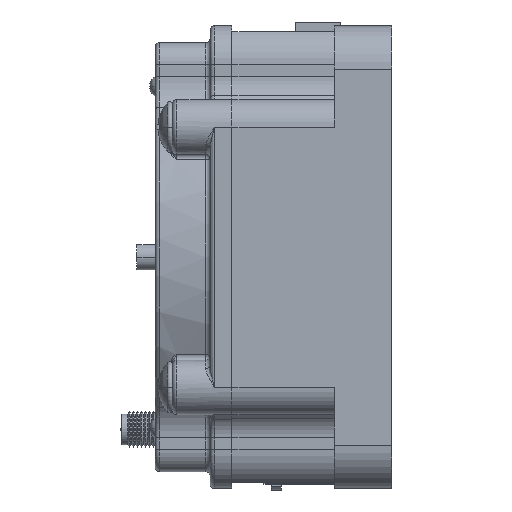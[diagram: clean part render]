
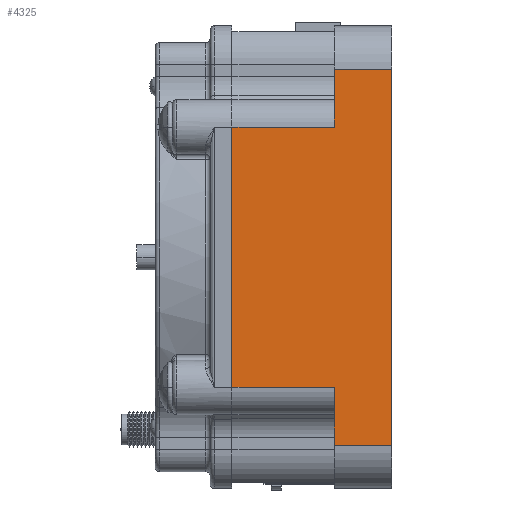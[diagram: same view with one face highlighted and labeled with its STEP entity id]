
A CAD part, left-side view. The second image highlights one B-rep face of the part: STEP entity #4325.
In plain terms, the highlighted planar face has unit normal (-1, 0, 0).
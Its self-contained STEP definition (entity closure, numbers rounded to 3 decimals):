
#294=DIRECTION('',(0.,0.,1.));
#295=VECTOR('',#294,10.121);
#296=CARTESIAN_POINT('',(-40.07,10.,22.733));
#297=LINE('',#296,#295);
#336=DIRECTION('',(0.,0.,1.));
#337=VECTOR('',#336,10.121);
#338=CARTESIAN_POINT('',(-40.07,10.,-32.854));
#339=LINE('',#338,#337);
#591=DIRECTION('',(0.,0.,1.));
#592=VECTOR('',#591,45.466);
#593=CARTESIAN_POINT('',(-40.07,27.9,-22.733));
#594=LINE('',#593,#592);
#835=DIRECTION('',(0.,1.,0.));
#836=VECTOR('',#835,17.9);
#837=CARTESIAN_POINT('',(-40.07,10.,22.733));
#838=LINE('',#837,#836);
#839=DIRECTION('',(0.,1.,0.));
#840=VECTOR('',#839,17.9);
#841=CARTESIAN_POINT('',(-40.07,10.,-22.733));
#842=LINE('',#841,#840);
#843=DIRECTION('',(0.,0.,-1.));
#844=VECTOR('',#843,65.709);
#845=CARTESIAN_POINT('',(-40.07,0.,32.854));
#846=LINE('',#845,#844);
#847=DIRECTION('',(0.,1.,0.));
#848=VECTOR('',#847,10.);
#849=CARTESIAN_POINT('',(-40.07,0.,-32.854));
#850=LINE('',#849,#848);
#1366=DIRECTION('',(0.,1.,0.));
#1367=VECTOR('',#1366,10.);
#1368=CARTESIAN_POINT('',(-40.07,0.,32.854));
#1369=LINE('',#1368,#1367);
#2563=CARTESIAN_POINT('',(-40.07,0.,32.854));
#2565=VERTEX_POINT('',#2563);
#2576=CARTESIAN_POINT('',(-40.07,0.,-32.854));
#2578=VERTEX_POINT('',#2576);
#2579=CARTESIAN_POINT('',(-40.07,10.,32.854));
#2581=VERTEX_POINT('',#2579);
#2592=CARTESIAN_POINT('',(-40.07,10.,-32.854));
#2594=VERTEX_POINT('',#2592);
#2599=CARTESIAN_POINT('',(-40.07,10.,-22.733));
#2600=VERTEX_POINT('',#2599);
#2601=CARTESIAN_POINT('',(-40.07,10.,22.733));
#2602=VERTEX_POINT('',#2601);
#2728=CARTESIAN_POINT('',(-40.07,27.9,-22.733));
#2730=VERTEX_POINT('',#2728);
#2731=CARTESIAN_POINT('',(-40.07,27.9,22.733));
#2732=VERTEX_POINT('',#2731);
#4307=CARTESIAN_POINT('',(-40.07,0.,-32.854));
#4308=DIRECTION('',(-1.,0.,0.));
#4309=DIRECTION('',(0.,0.,1.));
#4310=AXIS2_PLACEMENT_3D('',#4307,#4308,#4309);
#4311=PLANE('',#4310);
#4312=ORIENTED_EDGE('',*,*,#3580,.T.);
#4314=ORIENTED_EDGE('',*,*,#4313,.T.);
#4315=ORIENTED_EDGE('',*,*,#3825,.T.);
#4316=ORIENTED_EDGE('',*,*,#4300,.F.);
#4317=ORIENTED_EDGE('',*,*,#3472,.T.);
#4319=ORIENTED_EDGE('',*,*,#4318,.F.);
#4320=ORIENTED_EDGE('',*,*,#3291,.T.);
#4322=ORIENTED_EDGE('',*,*,#4321,.T.);
#4323=EDGE_LOOP('',(#4312,#4314,#4315,#4316,#4317,#4319,#4320,#4322));
#4324=FACE_OUTER_BOUND('',#4323,.F.);
#4325=ADVANCED_FACE('',(#4324),#4311,.T.);
#3291=EDGE_CURVE('',#2565,#2578,#846,.T.);
#3472=EDGE_CURVE('',#2602,#2581,#297,.T.);
#3580=EDGE_CURVE('',#2594,#2600,#339,.T.);
#3825=EDGE_CURVE('',#2730,#2732,#594,.T.);
#4300=EDGE_CURVE('',#2602,#2732,#838,.T.);
#4313=EDGE_CURVE('',#2600,#2730,#842,.T.);
#4318=EDGE_CURVE('',#2565,#2581,#1369,.T.);
#4321=EDGE_CURVE('',#2578,#2594,#850,.T.);
